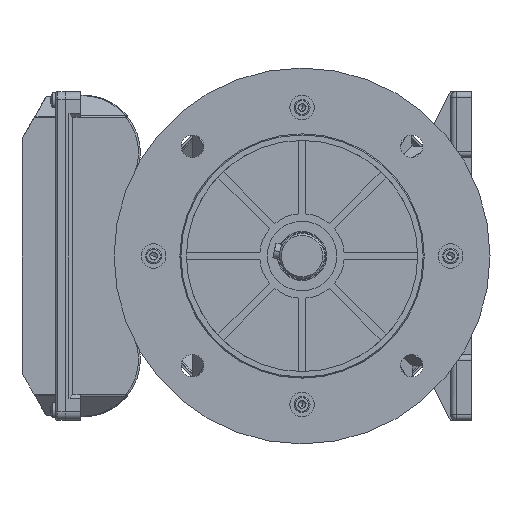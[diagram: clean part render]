
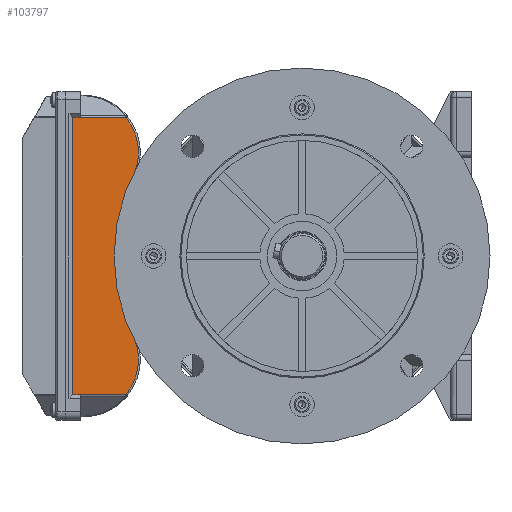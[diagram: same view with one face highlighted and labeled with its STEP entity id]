
A CAD part, left-side view. The second image highlights one B-rep face of the part: STEP entity #103797.
In plain terms, the highlighted face is planar.
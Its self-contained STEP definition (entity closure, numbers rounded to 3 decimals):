
#45514 = DIRECTION ( 'NONE',  ( 0., -1., 0. ) ) ;
#45516 = VECTOR ( 'NONE', #45514, 1000. ) ;
#45517 = CARTESIAN_POINT ( 'NONE',  ( 162.293, 34.5, 129. ) ) ;
#45519 = LINE ( 'NONE', #45517, #45516 ) ;
#45521 = CARTESIAN_POINT ( 'NONE',  ( 162.293, 34.5, 129. ) ) ;
#45534 = CARTESIAN_POINT ( 'NONE',  ( 162.293, 30.5, 129. ) ) ;
#47510 = DIRECTION ( 'NONE',  ( 1., 0., 0. ) ) ;
#47512 = VECTOR ( 'NONE', #47510, 1000. ) ;
#47514 = CARTESIAN_POINT ( 'NONE',  ( 128.4, 3.5, 129. ) ) ;
#47516 = LINE ( 'NONE', #47514, #47512 ) ;
#47545 = DIRECTION ( 'NONE',  ( 0., 1., 0. ) ) ;
#47546 = VECTOR ( 'NONE', #47545, 1000. ) ;
#47548 = CARTESIAN_POINT ( 'NONE',  ( 162.293, -7.5, 129. ) ) ;
#47550 = LINE ( 'NONE', #47548, #47546 ) ;
#47555 = CARTESIAN_POINT ( 'NONE',  ( 162.293, 6.261, 129. ) ) ;
#47557 = CARTESIAN_POINT ( 'NONE',  ( 128.668, 3.5, 129. ) ) ;
#47560 = DIRECTION ( 'NONE',  ( 1., 0., 0. ) ) ;
#47562 = DIRECTION ( 'NONE',  ( 0., 0., 1. ) ) ;
#47563 = CARTESIAN_POINT ( 'NONE',  ( 143.5, 29., 129. ) ) ;
#47564 = AXIS2_PLACEMENT_3D ( 'NONE', #47563, #47562, #47560 ) ;
#47565 = CIRCLE ( 'NONE', #47564, 29.5 ) ;
#47604 = CARTESIAN_POINT ( 'NONE',  ( 3., -7.5, 129. ) ) ;
#47605 = AXIS2_PLACEMENT_3D ( 'NONE', #47604, #47728, #47727 ) ;
#47606 = PLANE ( 'NONE',  #47605 ) ;
#47611 = FACE_OUTER_BOUND ( 'NONE', #103798, .T. ) ;
#47640 = CARTESIAN_POINT ( 'NONE',  ( 14.707, 6.261, 129. ) ) ;
#47642 = DIRECTION ( 'NONE',  ( 0., -1., 0. ) ) ;
#47644 = VECTOR ( 'NONE', #47642, 1000. ) ;
#47646 = CARTESIAN_POINT ( 'NONE',  ( 14.707, -7.5, 129. ) ) ;
#47648 = LINE ( 'NONE', #47646, #47644 ) ;
#47650 = CARTESIAN_POINT ( 'NONE',  ( 14.707, 30.5, 129. ) ) ;
#47651 = DIRECTION ( 'NONE',  ( 0., -1., 0. ) ) ;
#47653 = VECTOR ( 'NONE', #47651, 1000. ) ;
#47655 = CARTESIAN_POINT ( 'NONE',  ( 14.707, 34.5, 129. ) ) ;
#47657 = LINE ( 'NONE', #47655, #47653 ) ;
#47659 = CARTESIAN_POINT ( 'NONE',  ( 14.707, 34.5, 129. ) ) ;
#47661 = DIRECTION ( 'NONE',  ( 1., 0., 0. ) ) ;
#47663 = VECTOR ( 'NONE', #47661, 1000. ) ;
#47665 = CARTESIAN_POINT ( 'NONE',  ( 14.707, 34.5, 129. ) ) ;
#47667 = LINE ( 'NONE', #47665, #47663 ) ;
#47727 = DIRECTION ( 'NONE',  ( 1., 0., 0. ) ) ;
#47728 = DIRECTION ( 'NONE',  ( 0., 0., 1. ) ) ;
#47817 = CARTESIAN_POINT ( 'NONE',  ( 48.332, 3.5, 129. ) ) ;
#47819 = DIRECTION ( 'NONE',  ( 1., 0., 0. ) ) ;
#47820 = DIRECTION ( 'NONE',  ( 0., 0., 1. ) ) ;
#47821 = CARTESIAN_POINT ( 'NONE',  ( 33.5, 29., 129. ) ) ;
#47822 = AXIS2_PLACEMENT_3D ( 'NONE', #47821, #47820, #47819 ) ;
#47823 = CIRCLE ( 'NONE', #47822, 29.5 ) ;
#102823 = VERTEX_POINT ( 'NONE', #45534 ) ;
#102828 = VERTEX_POINT ( 'NONE', #45521 ) ;
#102831 = EDGE_CURVE ( 'NONE', #102828, #102823, #45519, .T. ) ;
#103746 = EDGE_CURVE ( 'NONE', #103881, #103763, #47516, .T. ) ;
#103761 = EDGE_CURVE ( 'NONE', #103763, #103764, #47565, .T. ) ;
#103763 = VERTEX_POINT ( 'NONE', #47557 ) ;
#103764 = VERTEX_POINT ( 'NONE', #47555 ) ;
#103765 = ORIENTED_EDGE ( 'NONE', *, *, #103766, .T. ) ;
#103766 = EDGE_CURVE ( 'NONE', #103764, #102823, #47550, .T. ) ;
#103768 = ORIENTED_EDGE ( 'NONE', *, *, #102831, .F. ) ;
#103769 = ORIENTED_EDGE ( 'NONE', *, *, #103770, .F. ) ;
#103770 = EDGE_CURVE ( 'NONE', #103771, #102828, #47667, .T. ) ;
#103771 = VERTEX_POINT ( 'NONE', #47659 ) ;
#103773 = ORIENTED_EDGE ( 'NONE', *, *, #103774, .T. ) ;
#103774 = EDGE_CURVE ( 'NONE', #103771, #103777, #47657, .T. ) ;
#103777 = VERTEX_POINT ( 'NONE', #47650 ) ;
#103780 = ORIENTED_EDGE ( 'NONE', *, *, #103781, .T. ) ;
#103781 = EDGE_CURVE ( 'NONE', #103777, #103782, #47648, .T. ) ;
#103782 = VERTEX_POINT ( 'NONE', #47640 ) ;
#103797 = ADVANCED_FACE ( 'NONE', ( #47611 ), #47606, .T. ) ;
#103798 = EDGE_LOOP ( 'NONE', ( #103799, #103765, #103768, #103769, #103773, #103780, #103879, #103882 ) ) ;
#103799 = ORIENTED_EDGE ( 'NONE', *, *, #103761, .T. ) ;
#103879 = ORIENTED_EDGE ( 'NONE', *, *, #103880, .T. ) ;
#103880 = EDGE_CURVE ( 'NONE', #103782, #103881, #47823, .T. ) ;
#103881 = VERTEX_POINT ( 'NONE', #47817 ) ;
#103882 = ORIENTED_EDGE ( 'NONE', *, *, #103746, .T. ) ;
